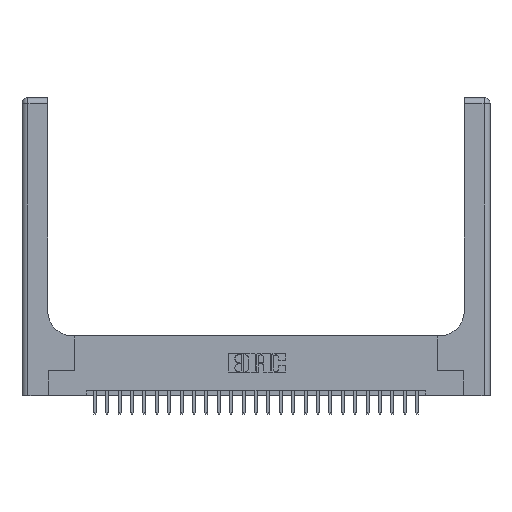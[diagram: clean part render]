
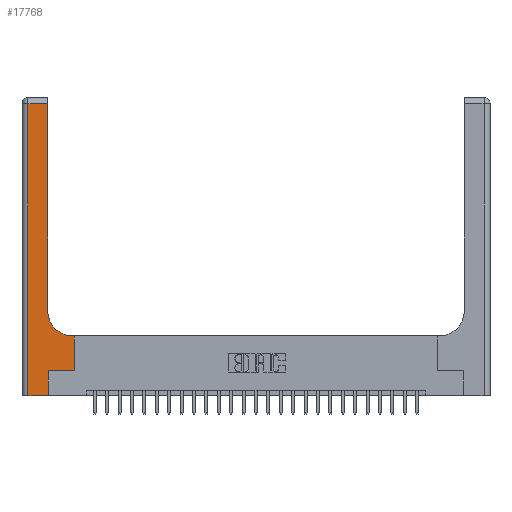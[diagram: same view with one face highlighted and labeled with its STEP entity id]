
A CAD part, top view. The second image highlights one B-rep face of the part: STEP entity #17768.
In plain terms, the highlighted planar face has unit normal (0, 0, 1).
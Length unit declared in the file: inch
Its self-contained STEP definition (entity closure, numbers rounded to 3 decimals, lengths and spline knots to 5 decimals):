
#1108 = CARTESIAN_POINT ( 'NONE',  ( 0.265, 0., 0.37 ) ) ;
#1223 = CARTESIAN_POINT ( 'NONE',  ( 0.06, 2.94, 0.37 ) ) ;
#1355 = CARTESIAN_POINT ( 'NONE',  ( 0.528, 0.6, 0.37 ) ) ;
#1852 = EDGE_CURVE ( 'NONE', #10477, #19947, #12122, .T. ) ;
#2111 = EDGE_CURVE ( 'NONE', #9740, #20464, #11460, .T. ) ;
#2162 = LINE ( 'NONE', #22769, #19596 ) ;
#2409 = CARTESIAN_POINT ( 'NONE',  ( 0.26, 0.6, 0.37 ) ) ;
#2450 = VERTEX_POINT ( 'NONE', #5027 ) ;
#2759 = VECTOR ( 'NONE', #13912, 39.37008 ) ;
#3018 = VERTEX_POINT ( 'NONE', #8785 ) ;
#4086 = FACE_OUTER_BOUND ( 'NONE', #17845, .T. ) ;
#4609 = CARTESIAN_POINT ( 'NONE',  ( 0.06, 3., 0.37 ) ) ;
#4817 = DIRECTION ( 'NONE',  ( 0., 1., 0. ) ) ;
#5027 = CARTESIAN_POINT ( 'NONE',  ( 0.06, 0., 0.37 ) ) ;
#5690 = ORIENTED_EDGE ( 'NONE', *, *, #18288, .T. ) ;
#6424 = PLANE ( 'NONE',  #16733 ) ;
#6876 = CARTESIAN_POINT ( 'NONE',  ( 0.265, 0.25, 0.37 ) ) ;
#6892 = VERTEX_POINT ( 'NONE', #6876 ) ;
#6902 = DIRECTION ( 'NONE',  ( 1., 0., 0. ) ) ;
#7647 = LINE ( 'NONE', #1108, #21838 ) ;
#7717 = DIRECTION ( 'NONE',  ( -1., 0., 0. ) ) ;
#7839 = EDGE_CURVE ( 'NONE', #6892, #9623, #2162, .T. ) ;
#8039 = ORIENTED_EDGE ( 'NONE', *, *, #16580, .T. ) ;
#8138 = DIRECTION ( 'NONE',  ( 0., -1., 0. ) ) ;
#8785 = CARTESIAN_POINT ( 'NONE',  ( 0.265, 0., 0.37 ) ) ;
#8833 = CARTESIAN_POINT ( 'NONE',  ( 0.51, 0.6, 0.37 ) ) ;
#9210 = LINE ( 'NONE', #17769, #24014 ) ;
#9623 = VERTEX_POINT ( 'NONE', #14450 ) ;
#9740 = VERTEX_POINT ( 'NONE', #22845 ) ;
#9752 = DIRECTION ( 'NONE',  ( 0., 1., 0. ) ) ;
#10397 = AXIS2_PLACEMENT_3D ( 'NONE', #16404, #18452, #6902 ) ;
#10477 = VERTEX_POINT ( 'NONE', #8833 ) ;
#10518 = ORIENTED_EDGE ( 'NONE', *, *, #12859, .T. ) ;
#10946 = ORIENTED_EDGE ( 'NONE', *, *, #13934, .T. ) ;
#11460 = LINE ( 'NONE', #23064, #22924 ) ;
#11864 = ORIENTED_EDGE ( 'NONE', *, *, #20738, .T. ) ;
#11876 = ORIENTED_EDGE ( 'NONE', *, *, #1852, .T. ) ;
#11896 = CARTESIAN_POINT ( 'NONE',  ( 0., 0., 0.37 ) ) ;
#12122 = CIRCLE ( 'NONE', #10397, 0.25 ) ;
#12151 = DIRECTION ( 'NONE',  ( 0., 1., 0. ) ) ;
#12859 = EDGE_CURVE ( 'NONE', #16787, #10477, #18370, .T. ) ;
#13066 = ORIENTED_EDGE ( 'NONE', *, *, #18375, .T. ) ;
#13912 = DIRECTION ( 'NONE',  ( 1., 0., 0. ) ) ;
#13934 = EDGE_CURVE ( 'NONE', #20464, #2450, #24063, .T. ) ;
#14011 = DIRECTION ( 'NONE',  ( 0., 0., -1. ) ) ;
#14450 = CARTESIAN_POINT ( 'NONE',  ( 0.528, 0.25, 0.37 ) ) ;
#14741 = ORIENTED_EDGE ( 'NONE', *, *, #2111, .T. ) ;
#14792 = LINE ( 'NONE', #11896, #2759 ) ;
#16404 = CARTESIAN_POINT ( 'NONE',  ( 0.51, 0.85, 0.37 ) ) ;
#16580 = EDGE_CURVE ( 'NONE', #9623, #16787, #9210, .T. ) ;
#16733 = AXIS2_PLACEMENT_3D ( 'NONE', #23466, #14011, #19656 ) ;
#16787 = VERTEX_POINT ( 'NONE', #1355 ) ;
#17768 = ADVANCED_FACE ( 'NONE', ( #4086 ), #6424, .F. ) ;
#17769 = CARTESIAN_POINT ( 'NONE',  ( 0.528, 0.25, 0.37 ) ) ;
#17845 = EDGE_LOOP ( 'NONE', ( #5690, #14741, #10946, #11864, #13066, #20957, #8039, #10518, #11876 ) ) ;
#18288 = EDGE_CURVE ( 'NONE', #19947, #9740, #22459, .T. ) ;
#18370 = LINE ( 'NONE', #2409, #21066 ) ;
#18375 = EDGE_CURVE ( 'NONE', #3018, #6892, #7647, .T. ) ;
#18452 = DIRECTION ( 'NONE',  ( 0., 0., -1. ) ) ;
#18606 = VECTOR ( 'NONE', #8138, 39.37008 ) ;
#19496 = DIRECTION ( 'NONE',  ( -1., 0., 0. ) ) ;
#19596 = VECTOR ( 'NONE', #24811, 39.37008 ) ;
#19656 = DIRECTION ( 'NONE',  ( -1., 0., 0. ) ) ;
#19947 = VERTEX_POINT ( 'NONE', #24899 ) ;
#20348 = VECTOR ( 'NONE', #12151, 39.37008 ) ;
#20464 = VERTEX_POINT ( 'NONE', #1223 ) ;
#20738 = EDGE_CURVE ( 'NONE', #2450, #3018, #14792, .T. ) ;
#20957 = ORIENTED_EDGE ( 'NONE', *, *, #7839, .T. ) ;
#21066 = VECTOR ( 'NONE', #19496, 39.37008 ) ;
#21659 = CARTESIAN_POINT ( 'NONE',  ( 0.26, 3., 0.37 ) ) ;
#21838 = VECTOR ( 'NONE', #4817, 39.37008 ) ;
#22459 = LINE ( 'NONE', #21659, #20348 ) ;
#22769 = CARTESIAN_POINT ( 'NONE',  ( 0.265, 0.25, 0.37 ) ) ;
#22845 = CARTESIAN_POINT ( 'NONE',  ( 0.26, 2.94, 0.37 ) ) ;
#22924 = VECTOR ( 'NONE', #7717, 39.37008 ) ;
#23064 = CARTESIAN_POINT ( 'NONE',  ( 0., 2.94, 0.37 ) ) ;
#23466 = CARTESIAN_POINT ( 'NONE',  ( 0., 3., 0.37 ) ) ;
#24014 = VECTOR ( 'NONE', #9752, 39.37008 ) ;
#24063 = LINE ( 'NONE', #4609, #18606 ) ;
#24811 = DIRECTION ( 'NONE',  ( 1., 0., 0. ) ) ;
#24899 = CARTESIAN_POINT ( 'NONE',  ( 0.26, 0.85, 0.37 ) ) ;
